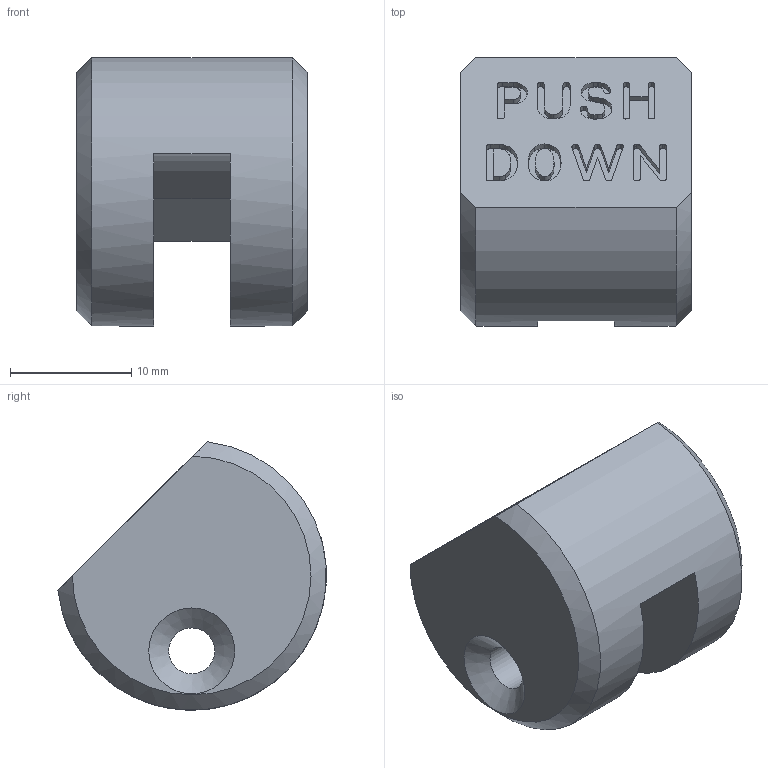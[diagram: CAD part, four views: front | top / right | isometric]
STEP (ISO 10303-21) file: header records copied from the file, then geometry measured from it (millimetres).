
FILE_DESCRIPTION(/* description */ (''),/* implementation_level */ '2;1');
FILE_NAME(/* name */ 'Rudder Pedal Adjust Knob v1.step',/* time_stamp */ '2021-07-09T07:03:48+10:00',/* author */ (''),/* organization */ (''),/* preprocessor_version */ 'ST-DEVELOPER v18.1',/* originating_system */ 'Autodesk Translation Framework v10.9.0.1377',/* authorisation */ '');
FILE_SCHEMA (('AUTOMOTIVE_DESIGN { 1 0 10303 214 3 1 1 }'));
Length unit declared in the file: inch
Products named in the file (1): Rudder Pedal Adjust Knob
Bounding box: 19.05 x 22.14 x 22.15 mm (x, y, z)
Volume: 4619.4 mm3; surface area: 2484 mm2
Topology: 1 solids, 1 shells, 189 faces, 524 edges, 349 vertices
Faces by surface type: bspline 107, plane 75, cylinder 4, cone 3
Full cylindrical faces by diameter (mm): 3.797 x2
Entity records: 9586 total; most frequent: CARTESIAN_POINT 5426, ORIENTED_EDGE 1048, EDGE_CURVE 524, DIRECTION 491, VERTEX_POINT 349, LINE 297, VECTOR 297, B_SPLINE_CURVE_WITH_KNOTS 209
